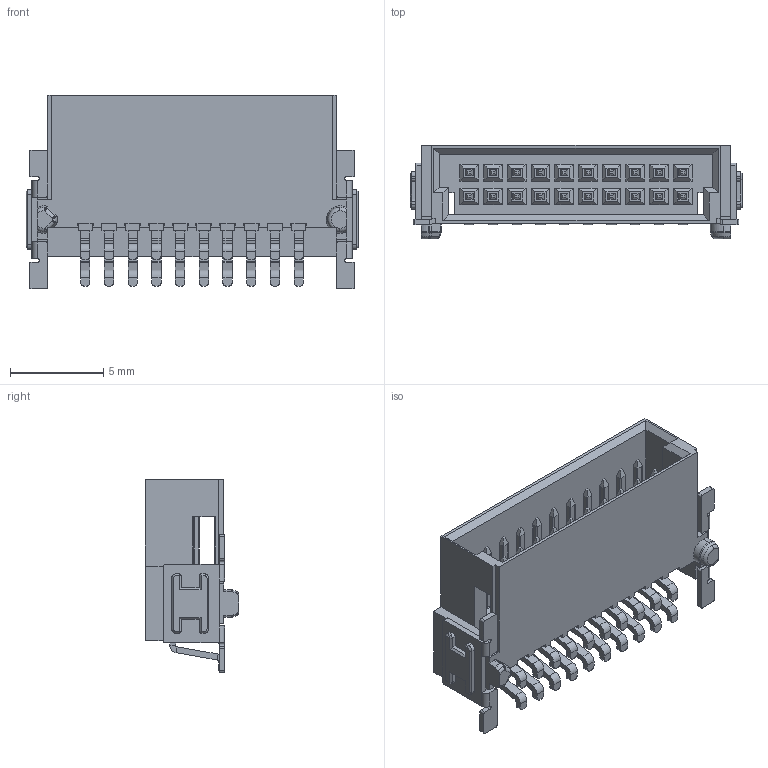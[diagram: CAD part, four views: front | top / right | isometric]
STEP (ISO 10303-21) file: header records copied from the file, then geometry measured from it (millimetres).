
FILE_DESCRIPTION(('CATIA V5 STEP Exchange','CAx-IF Rec.Pracs.--- Model Styling and Organization---1.4--- 2014-01-23'),'2;1');
FILE_NAME ('D1463899_0_2747180000_2747180000.stp','2020-10-01T13:22:43+00:00',('none'),('Weidmueller'),'CATIA Version 5-6 Release 2016 SP3 HF44','CATIA V5 STEP AP214','none');
FILE_SCHEMA(('AUTOMOTIVE_DESIGN { 1 0 10303 214 1 1 1 1 }'));
Products named in the file (1): 2747180000
Bounding box: 17.78 x 5 x 10.35 mm (x, y, z)
Volume: 276.2 mm3; surface area: 1036.6 mm2
Topology: 1 solids, 1 shells, 1728 faces, 4477 edges, 2646 vertices
Faces by surface type: plane 1334, cylinder 261, extrusion 80, cone 23, torus 18, sphere 8, bspline 4
Entity records: 52275 total; most frequent: CARTESIAN_POINT 12086, ORIENTED_EDGE 8954, DIRECTION 6789, EDGE_CURVE 4477, VECTOR 3769, LINE 3689, VERTEX_POINT 2646, EDGE_LOOP 1791
